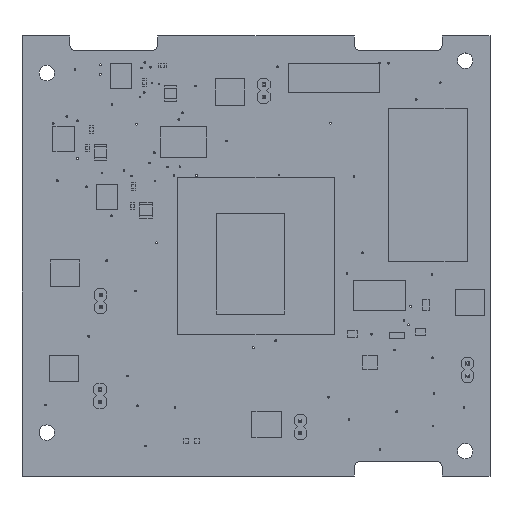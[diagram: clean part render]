
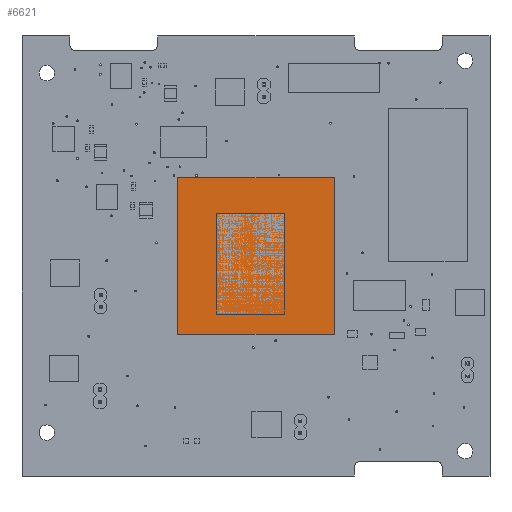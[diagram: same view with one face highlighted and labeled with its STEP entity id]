
A CAD part, top view. The second image highlights one B-rep face of the part: STEP entity #6621.
In plain terms, the highlighted planar face has unit normal (0, 0, 1).
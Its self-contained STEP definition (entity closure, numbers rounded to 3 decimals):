
#547=PLANE('',#7456);
#872=FACE_OUTER_BOUND('',#1471,.T.);
#1471=EDGE_LOOP('',(#5524,#5525,#5526,#5527));
#1878=LINE('',#10665,#2431);
#1881=LINE('',#10671,#2434);
#1884=LINE('',#10677,#2437);
#1887=LINE('',#10681,#2440);
#2431=VECTOR('',#8887,10.);
#2434=VECTOR('',#8892,10.);
#2437=VECTOR('',#8897,10.);
#2440=VECTOR('',#8902,10.);
#3369=VERTEX_POINT('',#10662);
#3370=VERTEX_POINT('',#10664);
#3372=VERTEX_POINT('',#10670);
#3374=VERTEX_POINT('',#10676);
#4110=EDGE_CURVE('',#3370,#3369,#1878,.T.);
#4113=EDGE_CURVE('',#3372,#3370,#1881,.T.);
#4116=EDGE_CURVE('',#3374,#3372,#1884,.T.);
#4119=EDGE_CURVE('',#3369,#3374,#1887,.T.);
#5524=ORIENTED_EDGE('',*,*,#4119,.T.);
#5525=ORIENTED_EDGE('',*,*,#4116,.T.);
#5526=ORIENTED_EDGE('',*,*,#4113,.T.);
#5527=ORIENTED_EDGE('',*,*,#4110,.T.);
#6621=ADVANCED_FACE('',(#872),#547,.T.);
#7456=AXIS2_PLACEMENT_3D('',#10682,#8903,#8904);
#8887=DIRECTION('',(-1.,0.,0.));
#8892=DIRECTION('',(0.,1.,0.));
#8897=DIRECTION('',(1.,0.,0.));
#8902=DIRECTION('',(0.,-1.,0.));
#8903=DIRECTION('center_axis',(0.,0.,1.));
#8904=DIRECTION('ref_axis',(1.,0.,0.));
#10662=CARTESIAN_POINT('',(0.,32.,0.1));
#10664=CARTESIAN_POINT('',(32.,32.,0.1));
#10665=CARTESIAN_POINT('',(32.,32.,0.1));
#10670=CARTESIAN_POINT('',(32.,0.,0.1));
#10671=CARTESIAN_POINT('',(32.,0.,0.1));
#10676=CARTESIAN_POINT('',(0.,0.,0.1));
#10677=CARTESIAN_POINT('',(0.,0.,0.1));
#10681=CARTESIAN_POINT('',(0.,32.,0.1));
#10682=CARTESIAN_POINT('Origin',(16.,16.,0.1));
